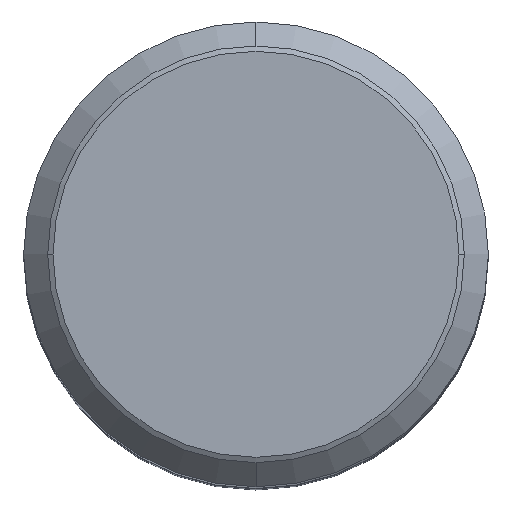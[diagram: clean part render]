
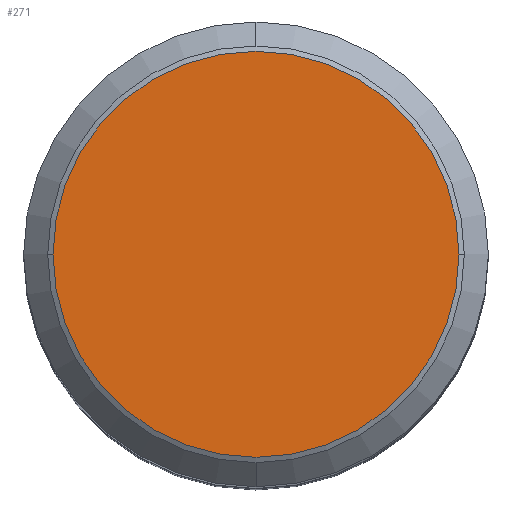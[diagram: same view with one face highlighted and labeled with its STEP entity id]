
A CAD part, top view. The second image highlights one B-rep face of the part: STEP entity #271.
In plain terms, the highlighted planar face has unit normal (0, 0, 1).
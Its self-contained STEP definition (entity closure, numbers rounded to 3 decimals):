
#179=EDGE_CURVE('',#187,#209,#377,.T.);
#183=EDGE_CURVE('',#209,#187,#381,.T.);
#187=VERTEX_POINT('',#385);
#209=VERTEX_POINT('',#409);
#271=ADVANCED_FACE('',(#479),#480,.T.);
#377=CIRCLE('',#604,13.105);
#381=CIRCLE('',#610,13.105);
#385=CARTESIAN_POINT('',(13.105,0.,83.75));
#409=CARTESIAN_POINT('',(-13.105,0.,83.75));
#479=FACE_OUTER_BOUND('',#734,.T.);
#480=PLANE('',#735);
#604=AXIS2_PLACEMENT_3D('',#873,#874,#875);
#610=AXIS2_PLACEMENT_3D('',#879,#880,#881);
#734=EDGE_LOOP('',(#996,#997));
#735=AXIS2_PLACEMENT_3D('',#998,#999,#1000);
#873=CARTESIAN_POINT('',(0.,0.0,83.75));
#874=DIRECTION('',(0.0,0.0,1.0));
#875=DIRECTION('',(-1.0,0.,0.0));
#879=CARTESIAN_POINT('',(0.,0.0,83.75));
#880=DIRECTION('',(0.0,0.0,1.0));
#881=DIRECTION('',(-1.0,0.,0.0));
#996=ORIENTED_EDGE('',*,*,#183,.T.);
#997=ORIENTED_EDGE('',*,*,#179,.T.);
#998=CARTESIAN_POINT('',(0.,-6.625,83.75));
#999=DIRECTION('',(0.0,0.0,1.0));
#1000=DIRECTION('',(0.,-1.0,0.0));
